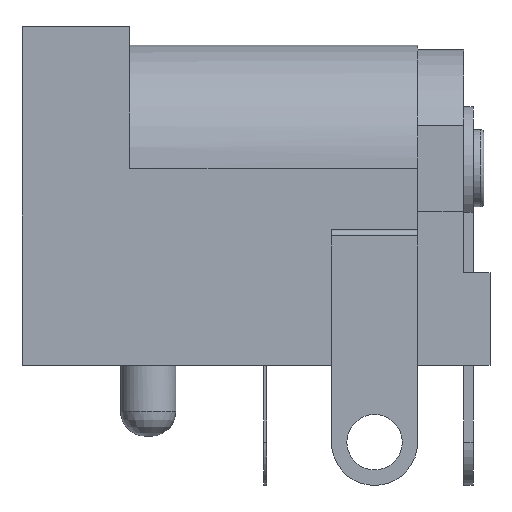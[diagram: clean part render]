
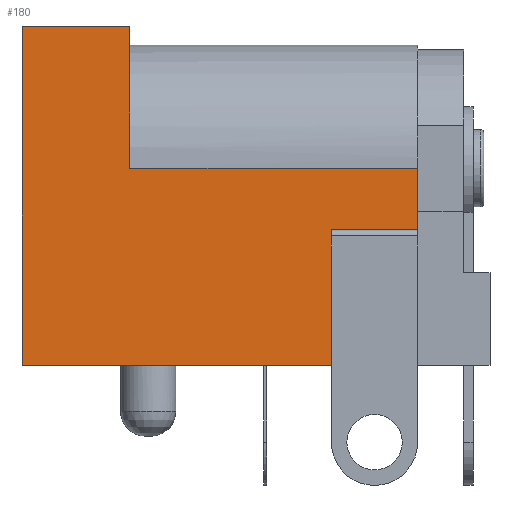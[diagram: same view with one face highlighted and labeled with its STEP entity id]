
A CAD part, front view. The second image highlights one B-rep face of the part: STEP entity #180.
In plain terms, the highlighted planar face has unit normal (0, -1, 0).
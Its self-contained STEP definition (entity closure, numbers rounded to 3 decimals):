
#24 = VERTEX_POINT('',#25);
#25 = CARTESIAN_POINT('',(-1.65,-4.5,6.4));
#40 = VERTEX_POINT('',#41);
#41 = CARTESIAN_POINT('',(-11.,-4.5,6.4));
#47 = EDGE_CURVE('',#24,#40,#48,.T.);
#48 = LINE('',#49,#50);
#49 = CARTESIAN_POINT('',(-1.65,-4.5,6.4));
#50 = VECTOR('',#51,1.);
#51 = DIRECTION('',(-1.,0.,0.));
#163 = VERTEX_POINT('',#164);
#164 = CARTESIAN_POINT('',(-1.65,-4.5,4.4));
#170 = EDGE_CURVE('',#163,#24,#171,.T.);
#171 = LINE('',#172,#173);
#172 = CARTESIAN_POINT('',(-1.65,-4.5,0.));
#173 = VECTOR('',#174,1.);
#174 = DIRECTION('',(0.,0.,1.));
#180 = ADVANCED_FACE('',(#181),#247,.T.);
#181 = FACE_BOUND('',#182,.T.);
#182 = EDGE_LOOP('',(#183,#193,#201,#209,#217,#223,#224,#225,#233,#241)
  );
#183 = ORIENTED_EDGE('',*,*,#184,.F.);
#184 = EDGE_CURVE('',#185,#187,#189,.T.);
#185 = VERTEX_POINT('',#186);
#186 = CARTESIAN_POINT('',(-1.65,-4.5,0.));
#187 = VERTEX_POINT('',#188);
#188 = CARTESIAN_POINT('',(-14.5,-4.5,0.));
#189 = LINE('',#190,#191);
#190 = CARTESIAN_POINT('',(-1.65,-4.5,0.));
#191 = VECTOR('',#192,1.);
#192 = DIRECTION('',(-1.,0.,0.));
#193 = ORIENTED_EDGE('',*,*,#194,.T.);
#194 = EDGE_CURVE('',#185,#195,#197,.T.);
#195 = VERTEX_POINT('',#196);
#196 = CARTESIAN_POINT('',(-1.65,-4.5,4.1));
#197 = LINE('',#198,#199);
#198 = CARTESIAN_POINT('',(-1.65,-4.5,0.));
#199 = VECTOR('',#200,1.);
#200 = DIRECTION('',(0.,0.,1.));
#201 = ORIENTED_EDGE('',*,*,#202,.T.);
#202 = EDGE_CURVE('',#195,#203,#205,.T.);
#203 = VERTEX_POINT('',#204);
#204 = CARTESIAN_POINT('',(-4.45,-4.5,4.1));
#205 = LINE('',#206,#207);
#206 = CARTESIAN_POINT('',(-1.65,-4.5,4.1));
#207 = VECTOR('',#208,1.);
#208 = DIRECTION('',(-1.,0.,0.));
#209 = ORIENTED_EDGE('',*,*,#210,.F.);
#210 = EDGE_CURVE('',#211,#203,#213,.T.);
#211 = VERTEX_POINT('',#212);
#212 = CARTESIAN_POINT('',(-4.45,-4.5,4.4));
#213 = LINE('',#214,#215);
#214 = CARTESIAN_POINT('',(-4.45,-4.5,2.05));
#215 = VECTOR('',#216,1.);
#216 = DIRECTION('',(0.,0.,-1.));
#217 = ORIENTED_EDGE('',*,*,#218,.F.);
#218 = EDGE_CURVE('',#163,#211,#219,.T.);
#219 = LINE('',#220,#221);
#220 = CARTESIAN_POINT('',(-1.65,-4.5,4.4));
#221 = VECTOR('',#222,1.);
#222 = DIRECTION('',(-1.,0.,0.));
#223 = ORIENTED_EDGE('',*,*,#170,.T.);
#224 = ORIENTED_EDGE('',*,*,#47,.T.);
#225 = ORIENTED_EDGE('',*,*,#226,.T.);
#226 = EDGE_CURVE('',#40,#227,#229,.T.);
#227 = VERTEX_POINT('',#228);
#228 = CARTESIAN_POINT('',(-11.,-4.5,11.));
#229 = LINE('',#230,#231);
#230 = CARTESIAN_POINT('',(-11.,-4.5,0.));
#231 = VECTOR('',#232,1.);
#232 = DIRECTION('',(0.,0.,1.));
#233 = ORIENTED_EDGE('',*,*,#234,.T.);
#234 = EDGE_CURVE('',#227,#235,#237,.T.);
#235 = VERTEX_POINT('',#236);
#236 = CARTESIAN_POINT('',(-14.5,-4.5,11.));
#237 = LINE('',#238,#239);
#238 = CARTESIAN_POINT('',(-11.,-4.5,11.));
#239 = VECTOR('',#240,1.);
#240 = DIRECTION('',(-1.,0.,0.));
#241 = ORIENTED_EDGE('',*,*,#242,.F.);
#242 = EDGE_CURVE('',#187,#235,#243,.T.);
#243 = LINE('',#244,#245);
#244 = CARTESIAN_POINT('',(-14.5,-4.5,0.));
#245 = VECTOR('',#246,1.);
#246 = DIRECTION('',(0.,0.,1.));
#247 = PLANE('',#248);
#248 = AXIS2_PLACEMENT_3D('',#249,#250,#251);
#249 = CARTESIAN_POINT('',(-1.65,-4.5,0.));
#250 = DIRECTION('',(0.,-1.,0.));
#251 = DIRECTION('',(0.,0.,1.));
